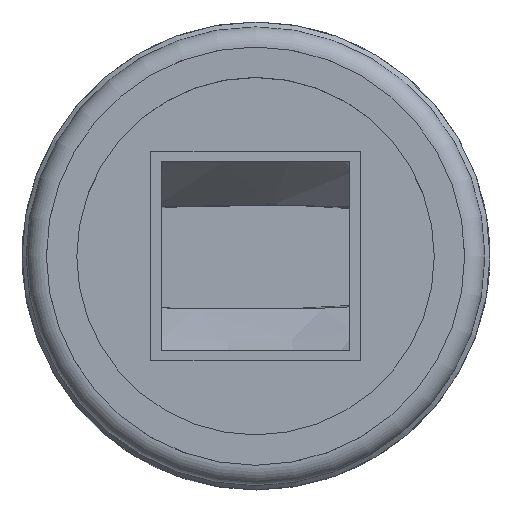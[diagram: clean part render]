
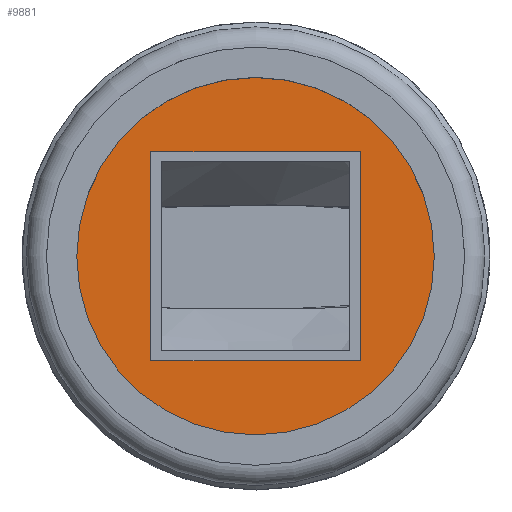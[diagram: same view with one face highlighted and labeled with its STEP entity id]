
A CAD part, top view. The second image highlights one B-rep face of the part: STEP entity #9881.
In plain terms, the highlighted planar face has unit normal (0, 0, 1).
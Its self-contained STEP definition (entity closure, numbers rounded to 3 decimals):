
#422=FACE_BOUND('',#1394,.T.);
#442=PLANE('',#10512);
#773=FACE_OUTER_BOUND('',#1393,.T.);
#1393=EDGE_LOOP('',(#6766));
#1394=EDGE_LOOP('',(#6767,#6768,#6769,#6770));
#2027=CIRCLE('',#10511,13.25);
#2642=LINE('',#14283,#3426);
#2643=LINE('',#14285,#3427);
#2644=LINE('',#14287,#3428);
#2645=LINE('',#14288,#3429);
#3426=VECTOR('',#11215,10.);
#3427=VECTOR('',#11216,10.);
#3428=VECTOR('',#11217,10.);
#3429=VECTOR('',#11218,10.);
#4228=VERTEX_POINT('',#14277);
#4229=VERTEX_POINT('',#14281);
#4230=VERTEX_POINT('',#14282);
#4231=VERTEX_POINT('',#14284);
#4232=VERTEX_POINT('',#14286);
#5194=EDGE_CURVE('',#4228,#4228,#2027,.T.);
#5195=EDGE_CURVE('',#4229,#4230,#2642,.T.);
#5196=EDGE_CURVE('',#4231,#4229,#2643,.T.);
#5197=EDGE_CURVE('',#4232,#4231,#2644,.T.);
#5198=EDGE_CURVE('',#4230,#4232,#2645,.T.);
#6766=ORIENTED_EDGE('',*,*,#5194,.F.);
#6767=ORIENTED_EDGE('',*,*,#5195,.F.);
#6768=ORIENTED_EDGE('',*,*,#5196,.F.);
#6769=ORIENTED_EDGE('',*,*,#5197,.F.);
#6770=ORIENTED_EDGE('',*,*,#5198,.F.);
#9881=ADVANCED_FACE('',(#773,#422),#442,.T.);
#10511=AXIS2_PLACEMENT_3D('',#14279,#11211,#11212);
#10512=AXIS2_PLACEMENT_3D('',#14280,#11213,#11214);
#11211=DIRECTION('center_axis',(0.,0.,-1.));
#11212=DIRECTION('ref_axis',(-1.,0.,0.));
#11213=DIRECTION('center_axis',(0.,0.,1.));
#11214=DIRECTION('ref_axis',(-1.,0.,0.));
#11215=DIRECTION('',(0.,1.,0.));
#11216=DIRECTION('',(1.,0.,0.));
#11217=DIRECTION('',(0.,-1.,0.));
#11218=DIRECTION('',(-1.,0.,0.));
#14277=CARTESIAN_POINT('',(-36.75,0.,5.4));
#14279=CARTESIAN_POINT('Origin',(-50.,0.,5.4));
#14280=CARTESIAN_POINT('Origin',(-50.,0.,5.4));
#14281=CARTESIAN_POINT('',(-42.25,-7.75,5.4));
#14282=CARTESIAN_POINT('',(-42.25,7.75,5.4));
#14283=CARTESIAN_POINT('',(-42.25,3.875,5.4));
#14284=CARTESIAN_POINT('',(-57.75,-7.75,5.4));
#14285=CARTESIAN_POINT('',(-46.125,-7.75,5.4));
#14286=CARTESIAN_POINT('',(-57.75,7.75,5.4));
#14287=CARTESIAN_POINT('',(-57.75,-3.875,5.4));
#14288=CARTESIAN_POINT('',(-53.875,7.75,5.4));
